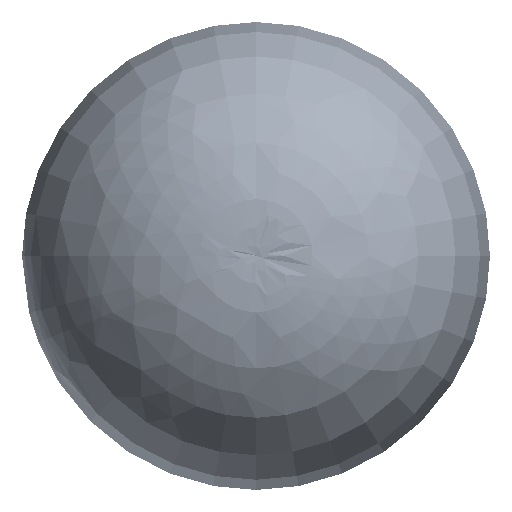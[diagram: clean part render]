
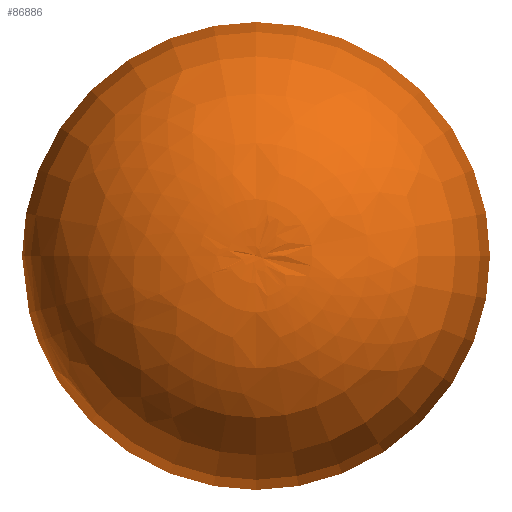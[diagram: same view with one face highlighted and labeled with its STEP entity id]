
A CAD part, top view. The second image highlights one B-rep face of the part: STEP entity #86886.
In plain terms, the highlighted free-form (B-spline) face has degree [2, 2] with [5, 9] control points.
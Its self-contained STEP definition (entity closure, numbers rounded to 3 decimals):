
#187=(
BOUNDED_CURVE()
B_SPLINE_CURVE(2,(#276734,#276735,#276736,#276737,#276738),
 .UNSPECIFIED.,.F.,.F.)
B_SPLINE_CURVE_WITH_KNOTS((3,2,3),(-0.524,0.585,
1.694),.UNSPECIFIED.)
CURVE()
GEOMETRIC_REPRESENTATION_ITEM()
RATIONAL_B_SPLINE_CURVE((1.,0.85,1.,0.85,1.))
REPRESENTATION_ITEM('')
);
#10107=(
BOUNDED_SURFACE()
B_SPLINE_SURFACE(2,2,((#276688,#276689,#276690,#276691,#276692,#276693,
#276694,#276695,#276696),(#276697,#276698,#276699,#276700,#276701,#276702,
#276703,#276704,#276705),(#276706,#276707,#276708,#276709,#276710,#276711,
#276712,#276713,#276714),(#276715,#276716,#276717,#276718,#276719,#276720,
#276721,#276722,#276723),(#276724,#276725,#276726,#276727,#276728,#276729,
#276730,#276731,#276732)),.UNSPECIFIED.,.F.,.T.,.F.)
B_SPLINE_SURFACE_WITH_KNOTS((3,2,3),(3,2,2,2,3),(-1.694,-0.585,
0.524),(-3.142,-1.571,0.,1.571,
3.142),.UNSPECIFIED.)
GEOMETRIC_REPRESENTATION_ITEM()
RATIONAL_B_SPLINE_SURFACE(((1.,0.707,1.,0.707,1.,
0.707,1.,0.707,1.),(0.85,0.601,
0.85,0.601,0.85,0.601,
0.85,0.601,0.85),(1.,0.707,
1.,0.707,1.,0.707,1.,0.707,1.),(0.85,
0.601,0.85,0.601,0.85,
0.601,0.85,0.601,0.85),
(1.,0.707,1.,0.707,1.,0.707,1.,0.707,
1.)))
REPRESENTATION_ITEM('')
SURFACE()
);
#15563=FACE_OUTER_BOUND('',#22317,.T.);
#22317=EDGE_LOOP('',(#75881,#75882,#75883,#75884));
#33085=CIRCLE('',#96888,1606.884);
#33086=CIRCLE('',#96889,1606.884);
#40644=VERTEX_POINT('',#276579);
#40645=VERTEX_POINT('',#276580);
#40649=VERTEX_POINT('',#276733);
#52388=EDGE_CURVE('',#40644,#40645,#33085,.T.);
#52389=EDGE_CURVE('',#40645,#40644,#33086,.T.);
#52394=EDGE_CURVE('',#40645,#40649,#187,.T.);
#75881=ORIENTED_EDGE('',*,*,#52388,.F.);
#75882=ORIENTED_EDGE('',*,*,#52389,.F.);
#75883=ORIENTED_EDGE('',*,*,#52394,.T.);
#75884=ORIENTED_EDGE('',*,*,#52394,.F.);
#86886=ADVANCED_FACE('',(#15563),#10107,.F.);
#96888=AXIS2_PLACEMENT_3D('',#276581,#119013,#119014);
#96889=AXIS2_PLACEMENT_3D('',#276582,#119015,#119016);
#119013=DIRECTION('center_axis',(-1.,0.,0.));
#119014=DIRECTION('ref_axis',(0.,0.,1.));
#119015=DIRECTION('center_axis',(-1.,0.,0.));
#119016=DIRECTION('ref_axis',(0.,0.,1.));
#276579=CARTESIAN_POINT('',(-812.265,-1406.884,0.));
#276580=CARTESIAN_POINT('',(-812.265,200.,-1606.884));
#276581=CARTESIAN_POINT('Origin',(-812.265,200.,0.));
#276582=CARTESIAN_POINT('Origin',(-812.265,200.,0.));
#276688=CARTESIAN_POINT('Ctrl Pts',(1612.172,200.,0.));
#276689=CARTESIAN_POINT('Ctrl Pts',(1612.172,200.,0.));
#276690=CARTESIAN_POINT('Ctrl Pts',(1612.172,200.,0.));
#276691=CARTESIAN_POINT('Ctrl Pts',(1612.172,200.,0.));
#276692=CARTESIAN_POINT('Ctrl Pts',(1612.172,200.,0.));
#276693=CARTESIAN_POINT('Ctrl Pts',(1612.172,200.,0.));
#276694=CARTESIAN_POINT('Ctrl Pts',(1612.172,200.,0.));
#276695=CARTESIAN_POINT('Ctrl Pts',(1612.172,200.,0.));
#276696=CARTESIAN_POINT('Ctrl Pts',(1612.172,200.,0.));
#276697=CARTESIAN_POINT('Ctrl Pts',(1736.022,200.,-998.341));
#276698=CARTESIAN_POINT('Ctrl Pts',(1736.022,-798.341,
-998.341));
#276699=CARTESIAN_POINT('Ctrl Pts',(1736.022,-798.341,
0.));
#276700=CARTESIAN_POINT('Ctrl Pts',(1736.022,-798.341,
998.341));
#276701=CARTESIAN_POINT('Ctrl Pts',(1736.022,200.,998.341));
#276702=CARTESIAN_POINT('Ctrl Pts',(1736.022,1198.341,998.341));
#276703=CARTESIAN_POINT('Ctrl Pts',(1736.022,1198.341,0.));
#276704=CARTESIAN_POINT('Ctrl Pts',(1736.022,1198.341,-998.341));
#276705=CARTESIAN_POINT('Ctrl Pts',(1736.022,200.,-998.341));
#276706=CARTESIAN_POINT('Ctrl Pts',(897.487,200.,-1554.111));
#276707=CARTESIAN_POINT('Ctrl Pts',(897.487,-1354.111,
-1554.111));
#276708=CARTESIAN_POINT('Ctrl Pts',(897.487,-1354.111,
0.));
#276709=CARTESIAN_POINT('Ctrl Pts',(897.487,-1354.111,
1554.111));
#276710=CARTESIAN_POINT('Ctrl Pts',(897.487,200.,1554.111));
#276711=CARTESIAN_POINT('Ctrl Pts',(897.487,1754.111,1554.111));
#276712=CARTESIAN_POINT('Ctrl Pts',(897.487,1754.111,0.));
#276713=CARTESIAN_POINT('Ctrl Pts',(897.487,1754.111,-1554.111));
#276714=CARTESIAN_POINT('Ctrl Pts',(897.487,200.,-1554.111));
#276715=CARTESIAN_POINT('Ctrl Pts',(58.951,200.,-2109.881));
#276716=CARTESIAN_POINT('Ctrl Pts',(58.951,-1909.881,
-2109.881));
#276717=CARTESIAN_POINT('Ctrl Pts',(58.951,-1909.881,
0.));
#276718=CARTESIAN_POINT('Ctrl Pts',(58.951,-1909.881,
2109.881));
#276719=CARTESIAN_POINT('Ctrl Pts',(58.951,200.,2109.881));
#276720=CARTESIAN_POINT('Ctrl Pts',(58.951,2309.881,2109.881));
#276721=CARTESIAN_POINT('Ctrl Pts',(58.951,2309.881,0.));
#276722=CARTESIAN_POINT('Ctrl Pts',(58.951,2309.881,-2109.881));
#276723=CARTESIAN_POINT('Ctrl Pts',(58.951,200.,-2109.881));
#276724=CARTESIAN_POINT('Ctrl Pts',(-812.265,200.,-1606.884));
#276725=CARTESIAN_POINT('Ctrl Pts',(-812.265,-1406.884,
-1606.884));
#276726=CARTESIAN_POINT('Ctrl Pts',(-812.265,-1406.884,
0.));
#276727=CARTESIAN_POINT('Ctrl Pts',(-812.265,-1406.884,
1606.884));
#276728=CARTESIAN_POINT('Ctrl Pts',(-812.265,200.,1606.884));
#276729=CARTESIAN_POINT('Ctrl Pts',(-812.265,1806.884,
1606.884));
#276730=CARTESIAN_POINT('Ctrl Pts',(-812.265,1806.884,
0.));
#276731=CARTESIAN_POINT('Ctrl Pts',(-812.265,1806.884,
-1606.884));
#276732=CARTESIAN_POINT('Ctrl Pts',(-812.265,200.,-1606.884));
#276733=CARTESIAN_POINT('',(1612.172,200.,0.));
#276734=CARTESIAN_POINT('Ctrl Pts',(-812.265,200.,-1606.884));
#276735=CARTESIAN_POINT('Ctrl Pts',(58.951,200.,-2109.881));
#276736=CARTESIAN_POINT('Ctrl Pts',(897.487,200.,-1554.111));
#276737=CARTESIAN_POINT('Ctrl Pts',(1736.022,200.,-998.341));
#276738=CARTESIAN_POINT('Ctrl Pts',(1612.172,200.,0.));
